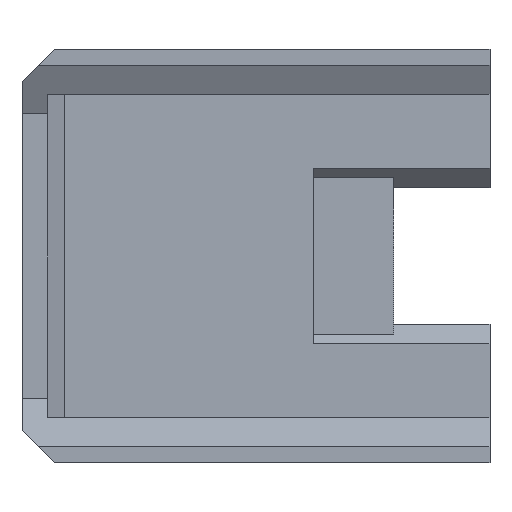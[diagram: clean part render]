
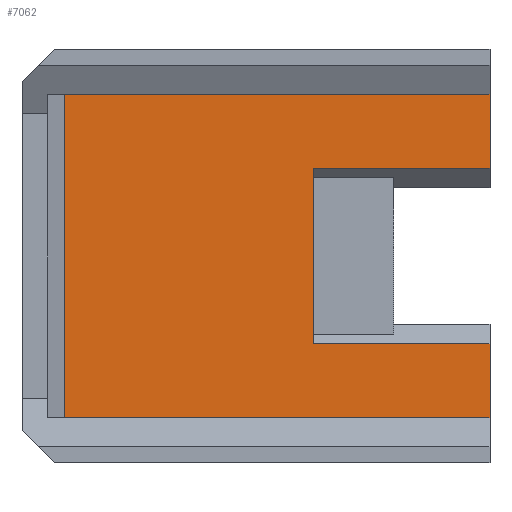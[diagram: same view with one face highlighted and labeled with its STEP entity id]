
A CAD part, front view. The second image highlights one B-rep face of the part: STEP entity #7062.
In plain terms, the highlighted planar face has unit normal (0, -1, 0).
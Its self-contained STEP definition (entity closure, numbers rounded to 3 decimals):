
#37 = CARTESIAN_POINT ( 'NONE',  ( 29.1, 14., -18.3 ) ) ;
#140 = EDGE_CURVE ( 'NONE', #2111, #4158, #1874, .T. ) ;
#213 = VERTEX_POINT ( 'NONE', #37 ) ;
#367 = LINE ( 'NONE', #2154, #5020 ) ;
#440 = DIRECTION ( 'NONE',  ( -1., 0., 0. ) ) ;
#488 = CARTESIAN_POINT ( 'NONE',  ( 2.656, 14., 0. ) ) ;
#744 = EDGE_CURVE ( 'NONE', #1474, #1608, #5607, .T. ) ;
#925 = CARTESIAN_POINT ( 'NONE',  ( 29.1, 14., -2.656 ) ) ;
#1020 = DIRECTION ( 'NONE',  ( 0., -1., 0. ) ) ;
#1042 = EDGE_CURVE ( 'NONE', #3259, #8040, #7924, .T. ) ;
#1309 = ORIENTED_EDGE ( 'NONE', *, *, #1042, .F. ) ;
#1402 = CARTESIAN_POINT ( 'NONE',  ( 18.1, 14., -18.3 ) ) ;
#1460 = ORIENTED_EDGE ( 'NONE', *, *, #140, .F. ) ;
#1474 = VERTEX_POINT ( 'NONE', #925 ) ;
#1602 = DIRECTION ( 'NONE',  ( 0., 0., -1. ) ) ;
#1608 = VERTEX_POINT ( 'NONE', #1697 ) ;
#1658 = EDGE_CURVE ( 'NONE', #4158, #1474, #4225, .T. ) ;
#1697 = CARTESIAN_POINT ( 'NONE',  ( 29.1, 14., -7.4 ) ) ;
#1712 = CARTESIAN_POINT ( 'NONE',  ( 29.1, 14., -23.044 ) ) ;
#1786 = VECTOR ( 'NONE', #1791, 1000. ) ;
#1791 = DIRECTION ( 'NONE',  ( 0., 0., 1. ) ) ;
#1854 = DIRECTION ( 'NONE',  ( 0., 0., -1. ) ) ;
#1874 = LINE ( 'NONE', #488, #1786 ) ;
#2051 = DIRECTION ( 'NONE',  ( 0., 0., -1. ) ) ;
#2111 = VERTEX_POINT ( 'NONE', #2738 ) ;
#2154 = CARTESIAN_POINT ( 'NONE',  ( 18.1, 14., -18.3 ) ) ;
#2185 = CARTESIAN_POINT ( 'NONE',  ( 0., 14., -23.044 ) ) ;
#2416 = VECTOR ( 'NONE', #440, 1000. ) ;
#2522 = ORIENTED_EDGE ( 'NONE', *, *, #6316, .F. ) ;
#2738 = CARTESIAN_POINT ( 'NONE',  ( 2.656, 14., -23.044 ) ) ;
#2874 = CARTESIAN_POINT ( 'NONE',  ( 29.1, 14., 0. ) ) ;
#2912 = CARTESIAN_POINT ( 'NONE',  ( 2.656, 14., -2.656 ) ) ;
#2986 = ORIENTED_EDGE ( 'NONE', *, *, #5956, .T. ) ;
#3259 = VERTEX_POINT ( 'NONE', #5823 ) ;
#3312 = DIRECTION ( 'NONE',  ( 1., 0., 0. ) ) ;
#3586 = VECTOR ( 'NONE', #1854, 1000. ) ;
#3589 = CARTESIAN_POINT ( 'NONE',  ( 0., 14., 0. ) ) ;
#4008 = LINE ( 'NONE', #4614, #4364 ) ;
#4080 = DIRECTION ( 'NONE',  ( -1., 0., 0. ) ) ;
#4127 = DIRECTION ( 'NONE',  ( 0., 0., -1. ) ) ;
#4158 = VERTEX_POINT ( 'NONE', #2912 ) ;
#4159 = EDGE_CURVE ( 'NONE', #213, #5973, #5396, .T. ) ;
#4225 = LINE ( 'NONE', #6095, #5516 ) ;
#4364 = VECTOR ( 'NONE', #3312, 1000. ) ;
#4614 = CARTESIAN_POINT ( 'NONE',  ( 29.1, 14., -7.4 ) ) ;
#5020 = VECTOR ( 'NONE', #4080, 1000. ) ;
#5352 = VECTOR ( 'NONE', #1602, 1000. ) ;
#5396 = LINE ( 'NONE', #2874, #5352 ) ;
#5450 = EDGE_CURVE ( 'NONE', #3259, #1608, #4008, .T. ) ;
#5496 = ORIENTED_EDGE ( 'NONE', *, *, #5450, .T. ) ;
#5516 = VECTOR ( 'NONE', #7237, 1000. ) ;
#5607 = LINE ( 'NONE', #6408, #5916 ) ;
#5809 = ORIENTED_EDGE ( 'NONE', *, *, #4159, .F. ) ;
#5823 = CARTESIAN_POINT ( 'NONE',  ( 18.1, 14., -7.4 ) ) ;
#5916 = VECTOR ( 'NONE', #2051, 1000. ) ;
#5956 = EDGE_CURVE ( 'NONE', #213, #8040, #367, .T. ) ;
#5973 = VERTEX_POINT ( 'NONE', #1712 ) ;
#6069 = PLANE ( 'NONE',  #7556 ) ;
#6095 = CARTESIAN_POINT ( 'NONE',  ( 0., 14., -2.656 ) ) ;
#6316 = EDGE_CURVE ( 'NONE', #5973, #2111, #7037, .T. ) ;
#6408 = CARTESIAN_POINT ( 'NONE',  ( 29.1, 14., 0. ) ) ;
#6515 = FACE_OUTER_BOUND ( 'NONE', #7983, .T. ) ;
#6683 = ORIENTED_EDGE ( 'NONE', *, *, #744, .F. ) ;
#6803 = ORIENTED_EDGE ( 'NONE', *, *, #1658, .F. ) ;
#7037 = LINE ( 'NONE', #2185, #2416 ) ;
#7062 = ADVANCED_FACE ( 'NONE', ( #6515 ), #6069, .T. ) ;
#7237 = DIRECTION ( 'NONE',  ( 1., 0., 0. ) ) ;
#7556 = AXIS2_PLACEMENT_3D ( 'NONE', #3589, #1020, #4127 ) ;
#7924 = LINE ( 'NONE', #7967, #3586 ) ;
#7967 = CARTESIAN_POINT ( 'NONE',  ( 18.1, 14., -8.6 ) ) ;
#7983 = EDGE_LOOP ( 'NONE', ( #5809, #2986, #1309, #5496, #6683, #6803, #1460, #2522 ) ) ;
#8040 = VERTEX_POINT ( 'NONE', #1402 ) ;
